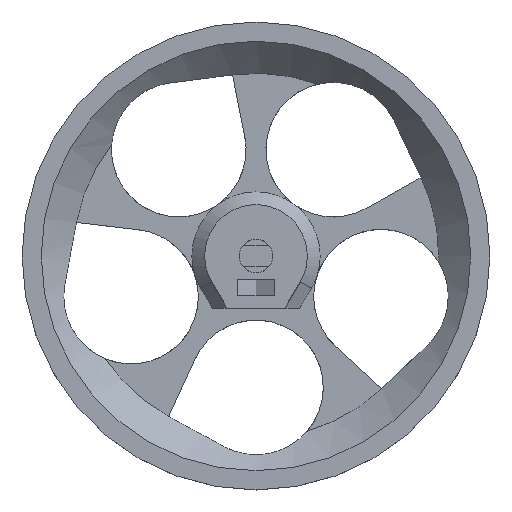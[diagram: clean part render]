
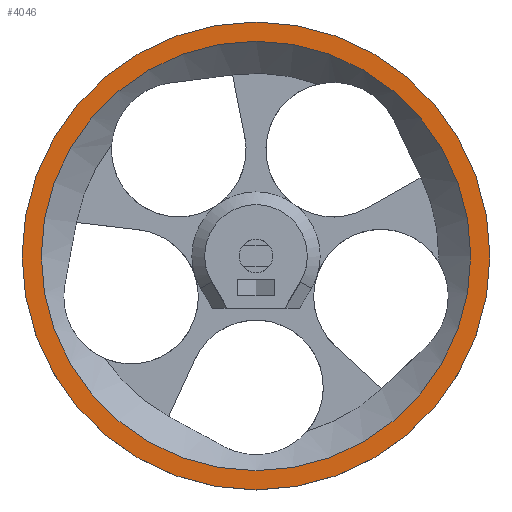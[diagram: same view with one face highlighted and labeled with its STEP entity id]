
A CAD part, top view. The second image highlights one B-rep face of the part: STEP entity #4046.
In plain terms, the highlighted planar face has unit normal (0, 0, 1).
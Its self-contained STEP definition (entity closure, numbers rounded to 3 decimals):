
#253 = CONICAL_SURFACE('',#254,28.5,0.785);
#254 = AXIS2_PLACEMENT_3D('',#255,#256,#257);
#255 = CARTESIAN_POINT('',(0.,0.,-2.));
#256 = DIRECTION('',(0.,0.,1.));
#257 = DIRECTION('',(1.,0.,0.));
#1039 = VERTEX_POINT('',#1040);
#1040 = CARTESIAN_POINT('',(33.5,0.,3.));
#1061 = EDGE_CURVE('',#1039,#1039,#1062,.T.);
#1062 = SURFACE_CURVE('',#1063,(#1068,#1075),.PCURVE_S1.);
#1063 = CIRCLE('',#1064,33.5);
#1064 = AXIS2_PLACEMENT_3D('',#1065,#1066,#1067);
#1065 = CARTESIAN_POINT('',(0.,0.,3.));
#1066 = DIRECTION('',(0.,0.,-1.));
#1067 = DIRECTION('',(1.,0.,0.));
#1068 = PCURVE('',#253,#1069);
#1069 = DEFINITIONAL_REPRESENTATION('',(#1070),#1074);
#1070 = LINE('',#1071,#1072);
#1071 = CARTESIAN_POINT('',(-0.,5.));
#1072 = VECTOR('',#1073,1.);
#1073 = DIRECTION('',(-1.,0.));
#1074 = ( GEOMETRIC_REPRESENTATION_CONTEXT(2) 
PARAMETRIC_REPRESENTATION_CONTEXT() REPRESENTATION_CONTEXT('2D SPACE',''
  ) );
#1075 = PCURVE('',#1076,#1081);
#1076 = PLANE('',#1077);
#1077 = AXIS2_PLACEMENT_3D('',#1078,#1079,#1080);
#1078 = CARTESIAN_POINT('',(0.,0.,3.));
#1079 = DIRECTION('',(0.,0.,-1.));
#1080 = DIRECTION('',(1.,0.,0.));
#1081 = DEFINITIONAL_REPRESENTATION('',(#1082),#1086);
#1082 = CIRCLE('',#1083,33.5);
#1083 = AXIS2_PLACEMENT_2D('',#1084,#1085);
#1084 = CARTESIAN_POINT('',(0.,0.));
#1085 = DIRECTION('',(1.,0.));
#1086 = ( GEOMETRIC_REPRESENTATION_CONTEXT(2) 
PARAMETRIC_REPRESENTATION_CONTEXT() REPRESENTATION_CONTEXT('2D SPACE',''
  ) );
#4046 = ADVANCED_FACE('',(#4047,#4050),#1076,.F.);
#4047 = FACE_BOUND('',#4048,.T.);
#4048 = EDGE_LOOP('',(#4049));
#4049 = ORIENTED_EDGE('',*,*,#1061,.T.);
#4050 = FACE_BOUND('',#4051,.T.);
#4051 = EDGE_LOOP('',(#4052));
#4052 = ORIENTED_EDGE('',*,*,#4053,.F.);
#4053 = EDGE_CURVE('',#4054,#4054,#4056,.T.);
#4054 = VERTEX_POINT('',#4055);
#4055 = CARTESIAN_POINT('',(36.5,0.,3.));
#4056 = SURFACE_CURVE('',#4057,(#4062,#4069),.PCURVE_S1.);
#4057 = CIRCLE('',#4058,36.5);
#4058 = AXIS2_PLACEMENT_3D('',#4059,#4060,#4061);
#4059 = CARTESIAN_POINT('',(0.,0.,3.));
#4060 = DIRECTION('',(0.,0.,-1.));
#4061 = DIRECTION('',(1.,0.,0.));
#4062 = PCURVE('',#1076,#4063);
#4063 = DEFINITIONAL_REPRESENTATION('',(#4064),#4068);
#4064 = CIRCLE('',#4065,36.5);
#4065 = AXIS2_PLACEMENT_2D('',#4066,#4067);
#4066 = CARTESIAN_POINT('',(0.,0.));
#4067 = DIRECTION('',(1.,0.));
#4068 = ( GEOMETRIC_REPRESENTATION_CONTEXT(2) 
PARAMETRIC_REPRESENTATION_CONTEXT() REPRESENTATION_CONTEXT('2D SPACE',''
  ) );
#4069 = PCURVE('',#4070,#4075);
#4070 = CYLINDRICAL_SURFACE('',#4071,36.5);
#4071 = AXIS2_PLACEMENT_3D('',#4072,#4073,#4074);
#4072 = CARTESIAN_POINT('',(0.,0.,3.));
#4073 = DIRECTION('',(0.,0.,-1.));
#4074 = DIRECTION('',(1.,0.,0.));
#4075 = DEFINITIONAL_REPRESENTATION('',(#4076),#4080);
#4076 = LINE('',#4077,#4078);
#4077 = CARTESIAN_POINT('',(0.,0.));
#4078 = VECTOR('',#4079,1.);
#4079 = DIRECTION('',(1.,0.));
#4080 = ( GEOMETRIC_REPRESENTATION_CONTEXT(2) 
PARAMETRIC_REPRESENTATION_CONTEXT() REPRESENTATION_CONTEXT('2D SPACE',''
  ) );
